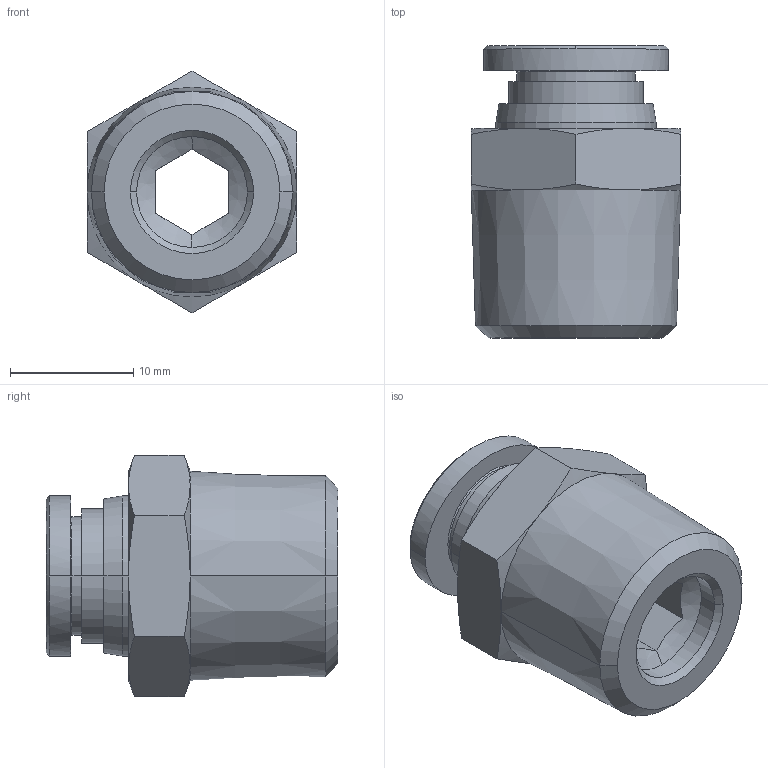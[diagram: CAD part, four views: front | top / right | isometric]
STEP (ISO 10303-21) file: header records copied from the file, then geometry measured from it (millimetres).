
FILE_DESCRIPTION (( 'STEP AP214' ), '1' );
FILE_NAME ('PC08-03.STEP', '2018-09-10T09:08:23', ( '' ), ( '' ), 'SwSTEP 2.0', 'SolidWorks 2018', '' );
FILE_SCHEMA (( 'AUTOMOTIVE_DESIGN' ));
Length unit declared in the file: millimetre
Products named in the file (1): PC08-03
Bounding box: 17 x 23.7 x 19.63 mm (x, y, z)
Surface area: 2237.6 mm2 (no closed solid volume)
Topology: 0 solids, 2 shells, 337 faces, 1179 edges, 780 vertices
Faces by surface type: plane 264, bspline 29, cone 26, cylinder 18
Entity records: 16932 total; most frequent: CARTESIAN_POINT 3603, ORIENTED_EDGE 2006, DIRECTION 1755, EDGE_CURVE 1179, VECTOR 1013, LINE 1013, VERTEX_POINT 780, AXIS2_PLACEMENT_3D 371
